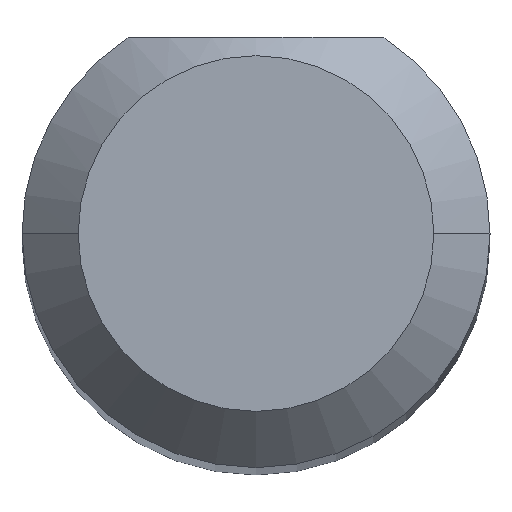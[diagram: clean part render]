
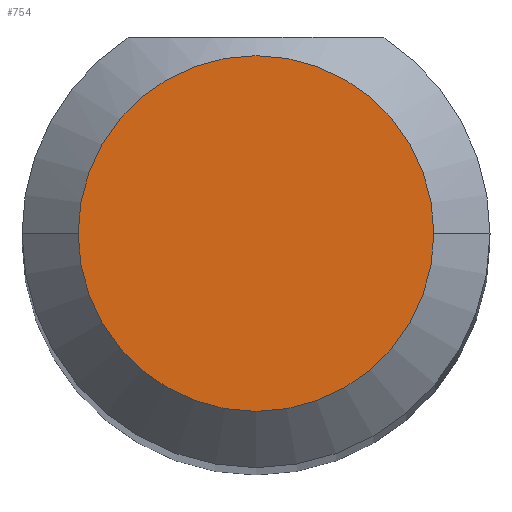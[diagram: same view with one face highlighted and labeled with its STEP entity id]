
A CAD part, top view. The second image highlights one B-rep face of the part: STEP entity #754.
In plain terms, the highlighted planar face has unit normal (0, 0, 1).
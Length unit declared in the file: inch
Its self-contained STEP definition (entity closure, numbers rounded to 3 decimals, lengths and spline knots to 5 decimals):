
#84 = CIRCLE ( 'NONE', #196, 0.0475 ) ;
#88 = EDGE_CURVE ( 'NONE', #923, #945, #715, .T. ) ;
#144 = ORIENTED_EDGE ( 'NONE', *, *, #540, .T. ) ;
#156 = DIRECTION ( 'NONE',  ( 0., 0., 1. ) ) ;
#174 = CARTESIAN_POINT ( 'NONE',  ( 0.0475, 0., 1.5 ) ) ;
#196 = AXIS2_PLACEMENT_3D ( 'NONE', #960, #310, #484 ) ;
#232 = DIRECTION ( 'NONE',  ( 1., 0., 0. ) ) ;
#256 = PLANE ( 'NONE',  #610 ) ;
#310 = DIRECTION ( 'NONE',  ( 0., 0., 1. ) ) ;
#484 = DIRECTION ( 'NONE',  ( 1., 0., 0. ) ) ;
#487 = EDGE_LOOP ( 'NONE', ( #709, #144 ) ) ;
#496 = AXIS2_PLACEMENT_3D ( 'NONE', #986, #816, #744 ) ;
#540 = EDGE_CURVE ( 'NONE', #945, #923, #84, .T. ) ;
#610 = AXIS2_PLACEMENT_3D ( 'NONE', #752, #156, #232 ) ;
#688 = CARTESIAN_POINT ( 'NONE',  ( -0.0475, 0., 1.5 ) ) ;
#709 = ORIENTED_EDGE ( 'NONE', *, *, #88, .T. ) ;
#715 = CIRCLE ( 'NONE', #496, 0.0475 ) ;
#744 = DIRECTION ( 'NONE',  ( 1., 0., 0. ) ) ;
#752 = CARTESIAN_POINT ( 'NONE',  ( 0., 0., 1.5 ) ) ;
#754 = ADVANCED_FACE ( 'NONE', ( #1009 ), #256, .T. ) ;
#816 = DIRECTION ( 'NONE',  ( 0., 0., 1. ) ) ;
#923 = VERTEX_POINT ( 'NONE', #688 ) ;
#945 = VERTEX_POINT ( 'NONE', #174 ) ;
#960 = CARTESIAN_POINT ( 'NONE',  ( 0., 0., 1.5 ) ) ;
#986 = CARTESIAN_POINT ( 'NONE',  ( 0., 0., 1.5 ) ) ;
#1009 = FACE_OUTER_BOUND ( 'NONE', #487, .T. ) ;
